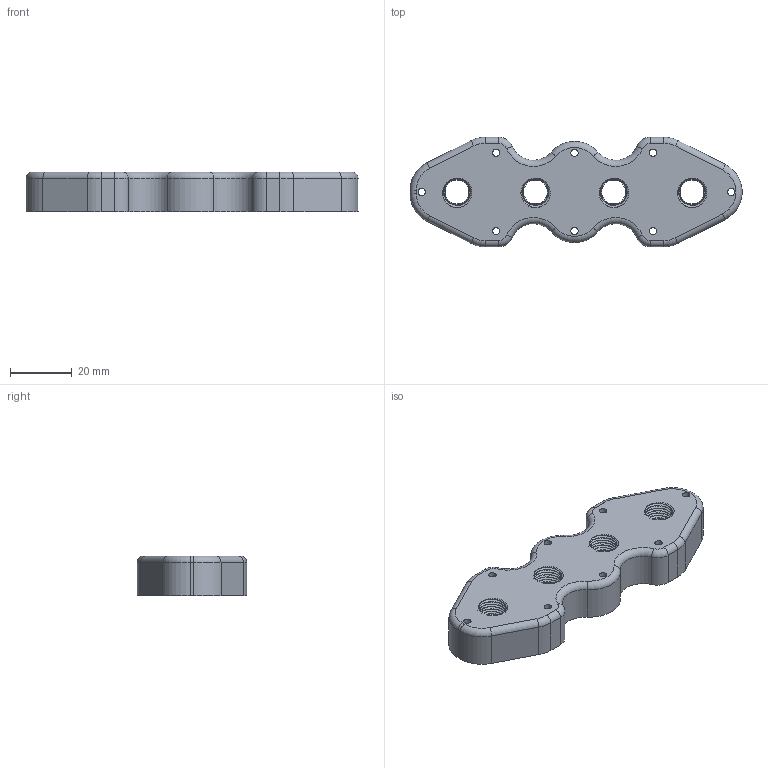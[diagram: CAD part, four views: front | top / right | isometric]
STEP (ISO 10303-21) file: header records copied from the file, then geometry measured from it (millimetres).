
FILE_DESCRIPTION (( 'STEP AP214' ), '1' );
FILE_NAME ('Manifold_v1.STEP', '2020-07-07T19:38:56', ( '' ), ( '' ), 'SwSTEP 2.0', 'SolidWorks 2018', '' );
FILE_SCHEMA (( 'AUTOMOTIVE_DESIGN' ));
Length unit declared in the file: inch
Products named in the file (1): Manifold_v1
Bounding box: 107.64 x 35.56 x 12.9 mm (x, y, z)
Volume: 32286.6 mm3; surface area: 11807.9 mm2
Topology: 1 solids, 1 shells, 110 faces, 266 edges, 170 vertices
Faces by surface type: cylinder 46, plane 23, torus 17, bspline 12, cone 12
Full cylindrical faces by diameter (mm): 2.362 x8, 7.715 x4, 10.3 x4, 16.65 x4
Entity records: 23246 total; most frequent: CARTESIAN_POINT 20812, DIRECTION 506, ORIENTED_EDGE 450, AXIS2_PLACEMENT_3D 226, EDGE_CURVE 225, EDGE_LOOP 167, VERTEX_POINT 156, CIRCLE 130
